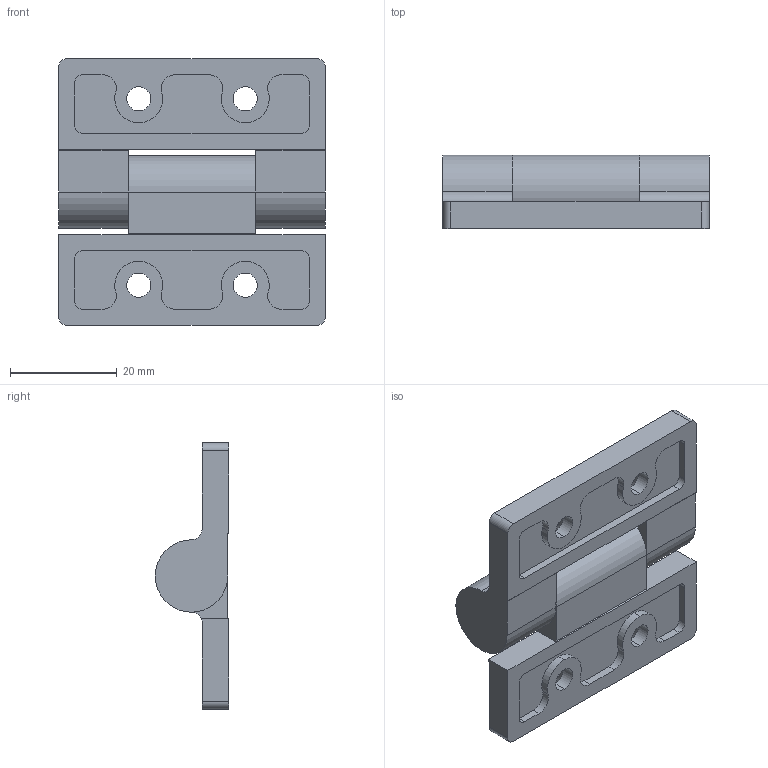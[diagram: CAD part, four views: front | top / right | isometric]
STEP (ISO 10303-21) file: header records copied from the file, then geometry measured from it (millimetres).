
FILE_DESCRIPTION (( 'STEP AP203' ), '1' );
FILE_NAME ('B-1064-4_.STEP', '2007-03-03T04:18:38', ( ' ' ), ( ' ' ), 'SwSTEP 2.0', 'SolidWorks 2006004', '' );
FILE_SCHEMA (( 'CONFIG_CONTROL_DESIGN' ));
Length unit declared in the file: millimetre
Products named in the file (4): B-1064-4_; B-1064-4_僸儞僕A丒B_僸儞僕A_岞; B-1064-4_诉輄诉輥i慻棫乯; B-1064-4_僸儞僕A丒B_僸儞僕B_岞
Assembly tree (3 placements, depth 2):
  B-1064-4_
    B-1064-4_僸儞僕A丒B_僸儞僕B_岞
    B-1064-4_诉輄诉輥i慻棫乯
    B-1064-4_僸儞僕A丒B_僸儞僕A_岞
Bounding box: 50 x 13.8 x 50 mm (x, y, z)
Volume: 15028.9 mm3; surface area: 9921.4 mm2
Topology: 3 solids, 3 shells, 106 faces, 268 edges, 172 vertices
Faces by surface type: cylinder 60, plane 38, cone 8
Entity records: 3650 total; most frequent: DIRECTION 616, CARTESIAN_POINT 552, ORIENTED_EDGE 536, EDGE_CURVE 268, AXIS2_PLACEMENT_3D 236, VERTEX_POINT 172, VECTOR 144, LINE 144
